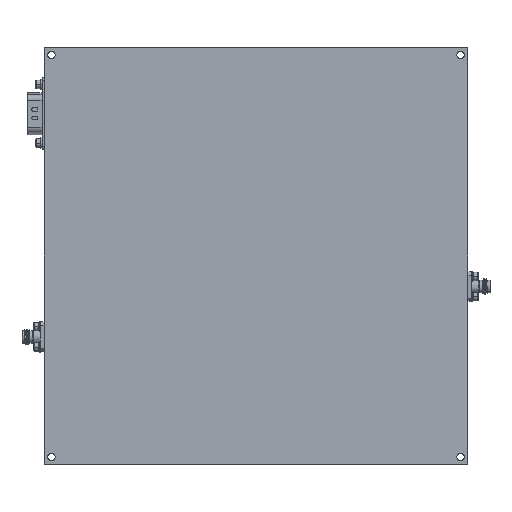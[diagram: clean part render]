
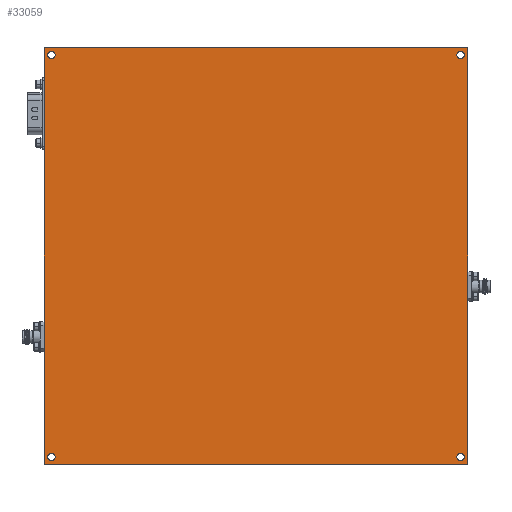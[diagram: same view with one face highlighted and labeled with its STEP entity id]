
A CAD part, front view. The second image highlights one B-rep face of the part: STEP entity #33059.
In plain terms, the highlighted planar face has unit normal (0, -1, 0).
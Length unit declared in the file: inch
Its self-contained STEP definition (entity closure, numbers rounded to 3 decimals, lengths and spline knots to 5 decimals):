
#411 = ORIENTED_EDGE ( 'NONE', *, *, #42033, .F. ) ;
#732 = CIRCLE ( 'NONE', #8789, 0.06299 ) ;
#816 = VERTEX_POINT ( 'NONE', #16344 ) ;
#1612 = DIRECTION ( 'NONE',  ( 0., -1., 0. ) ) ;
#1740 = EDGE_LOOP ( 'NONE', ( #30794, #28268 ) ) ;
#3315 = CARTESIAN_POINT ( 'NONE',  ( -3.4252, 0., -3.30315 ) ) ;
#3317 = VERTEX_POINT ( 'NONE', #42192 ) ;
#4061 = ORIENTED_EDGE ( 'NONE', *, *, #37828, .F. ) ;
#5183 = FACE_BOUND ( 'NONE', #40871, .T. ) ;
#5715 = FACE_BOUND ( 'NONE', #1740, .T. ) ;
#6345 = DIRECTION ( 'NONE',  ( 1., 0., 0. ) ) ;
#6632 = DIRECTION ( 'NONE',  ( 0., -1., 0. ) ) ;
#6649 = ORIENTED_EDGE ( 'NONE', *, *, #6860, .F. ) ;
#6860 = EDGE_CURVE ( 'NONE', #35595, #24736, #732, .T. ) ;
#7894 = LINE ( 'NONE', #17323, #16048 ) ;
#8372 = DIRECTION ( 'NONE',  ( 0., 0., -1. ) ) ;
#8789 = AXIS2_PLACEMENT_3D ( 'NONE', #30508, #41009, #34000 ) ;
#9438 = EDGE_CURVE ( 'NONE', #27138, #12038, #7894, .T. ) ;
#10504 = VERTEX_POINT ( 'NONE', #17734 ) ;
#11173 = FACE_OUTER_BOUND ( 'NONE', #29908, .T. ) ;
#11301 = LINE ( 'NONE', #42878, #13477 ) ;
#11581 = AXIS2_PLACEMENT_3D ( 'NONE', #27842, #31798, #14355 ) ;
#11848 = CIRCLE ( 'NONE', #44237, 0.06299 ) ;
#12038 = VERTEX_POINT ( 'NONE', #45044 ) ;
#12195 = DIRECTION ( 'NONE',  ( 0., -1., 0. ) ) ;
#12946 = EDGE_CURVE ( 'NONE', #32076, #33090, #25199, .T. ) ;
#13123 = LINE ( 'NONE', #16730, #25211 ) ;
#13477 = VECTOR ( 'NONE', #28755, 39.37008 ) ;
#13948 = EDGE_CURVE ( 'NONE', #33090, #32076, #31682, .T. ) ;
#14355 = DIRECTION ( 'NONE',  ( 0., 0., -1. ) ) ;
#15069 = CARTESIAN_POINT ( 'NONE',  ( 0., 0., 0. ) ) ;
#15148 = ORIENTED_EDGE ( 'NONE', *, *, #19541, .F. ) ;
#15341 = CARTESIAN_POINT ( 'NONE',  ( -3.54331, 0., 3.48425 ) ) ;
#15942 = VECTOR ( 'NONE', #23167, 39.37008 ) ;
#16048 = VECTOR ( 'NONE', #6345, 39.37008 ) ;
#16064 = CARTESIAN_POINT ( 'NONE',  ( -3.4252, 0., -3.42913 ) ) ;
#16344 = CARTESIAN_POINT ( 'NONE',  ( -3.54331, 0., -3.48425 ) ) ;
#16730 = CARTESIAN_POINT ( 'NONE',  ( 3.54331, 0., 3.48425 ) ) ;
#17118 = EDGE_CURVE ( 'NONE', #816, #27138, #11301, .T. ) ;
#17129 = AXIS2_PLACEMENT_3D ( 'NONE', #15069, #39350, #8372 ) ;
#17308 = ORIENTED_EDGE ( 'NONE', *, *, #17118, .F. ) ;
#17323 = CARTESIAN_POINT ( 'NONE',  ( -3.54331, 0., 3.48425 ) ) ;
#17524 = ORIENTED_EDGE ( 'NONE', *, *, #35795, .F. ) ;
#17638 = CIRCLE ( 'NONE', #42306, 0.06299 ) ;
#17734 = CARTESIAN_POINT ( 'NONE',  ( 3.54331, 0., -3.48425 ) ) ;
#18299 = CARTESIAN_POINT ( 'NONE',  ( 3.4252, 0., -3.42913 ) ) ;
#18455 = CARTESIAN_POINT ( 'NONE',  ( -3.4252, 0., 3.30315 ) ) ;
#18897 = PLANE ( 'NONE',  #17129 ) ;
#18936 = DIRECTION ( 'NONE',  ( 0., -1., 0. ) ) ;
#19541 = EDGE_CURVE ( 'NONE', #24736, #35595, #32019, .T. ) ;
#19977 = CIRCLE ( 'NONE', #24060, 0.06299 ) ;
#19995 = AXIS2_PLACEMENT_3D ( 'NONE', #20266, #1612, #43732 ) ;
#20255 = ORIENTED_EDGE ( 'NONE', *, *, #36848, .F. ) ;
#20266 = CARTESIAN_POINT ( 'NONE',  ( 3.4252, 0., 3.36614 ) ) ;
#20426 = ORIENTED_EDGE ( 'NONE', *, *, #9438, .F. ) ;
#20480 = CIRCLE ( 'NONE', #19995, 0.06299 ) ;
#21119 = VERTEX_POINT ( 'NONE', #25806 ) ;
#21621 = EDGE_CURVE ( 'NONE', #38592, #21119, #20480, .T. ) ;
#23167 = DIRECTION ( 'NONE',  ( -1., 0., 0. ) ) ;
#23689 = DIRECTION ( 'NONE',  ( 0., 0., -1. ) ) ;
#24060 = AXIS2_PLACEMENT_3D ( 'NONE', #39822, #18936, #39979 ) ;
#24736 = VERTEX_POINT ( 'NONE', #3315 ) ;
#25199 = CIRCLE ( 'NONE', #11581, 0.06299 ) ;
#25211 = VECTOR ( 'NONE', #41128, 39.37008 ) ;
#25806 = CARTESIAN_POINT ( 'NONE',  ( 3.4252, 0., 3.30315 ) ) ;
#25941 = FACE_BOUND ( 'NONE', #27934, .T. ) ;
#26187 = CARTESIAN_POINT ( 'NONE',  ( 3.4252, 0., 3.42913 ) ) ;
#27138 = VERTEX_POINT ( 'NONE', #15341 ) ;
#27149 = CARTESIAN_POINT ( 'NONE',  ( -3.4252, 0., 3.42913 ) ) ;
#27842 = CARTESIAN_POINT ( 'NONE',  ( -3.4252, 0., 3.36614 ) ) ;
#27934 = EDGE_LOOP ( 'NONE', ( #36326, #17524 ) ) ;
#28268 = ORIENTED_EDGE ( 'NONE', *, *, #13948, .F. ) ;
#28450 = AXIS2_PLACEMENT_3D ( 'NONE', #29790, #12195, #36323 ) ;
#28451 = DIRECTION ( 'NONE',  ( 0., -1., 0. ) ) ;
#28755 = DIRECTION ( 'NONE',  ( 0., 0., 1. ) ) ;
#29527 = ORIENTED_EDGE ( 'NONE', *, *, #31793, .F. ) ;
#29790 = CARTESIAN_POINT ( 'NONE',  ( -3.4252, 0., -3.36614 ) ) ;
#29908 = EDGE_LOOP ( 'NONE', ( #4061, #20426, #17308, #20255 ) ) ;
#29922 = DIRECTION ( 'NONE',  ( 0., 0., -1. ) ) ;
#30508 = CARTESIAN_POINT ( 'NONE',  ( -3.4252, 0., -3.36614 ) ) ;
#30794 = ORIENTED_EDGE ( 'NONE', *, *, #12946, .F. ) ;
#31682 = CIRCLE ( 'NONE', #39984, 0.06299 ) ;
#31793 = EDGE_CURVE ( 'NONE', #44700, #3317, #19977, .T. ) ;
#31798 = DIRECTION ( 'NONE',  ( 0., -1., 0. ) ) ;
#32019 = CIRCLE ( 'NONE', #28450, 0.06299 ) ;
#32076 = VERTEX_POINT ( 'NONE', #27149 ) ;
#33027 = FACE_BOUND ( 'NONE', #43209, .T. ) ;
#33059 = ADVANCED_FACE ( 'NONE', ( #33027, #5183, #25941, #5715, #11173 ), #18897, .T. ) ;
#33090 = VERTEX_POINT ( 'NONE', #18455 ) ;
#34000 = DIRECTION ( 'NONE',  ( 0., 0., -1. ) ) ;
#35595 = VERTEX_POINT ( 'NONE', #16064 ) ;
#35795 = EDGE_CURVE ( 'NONE', #21119, #38592, #17638, .T. ) ;
#36323 = DIRECTION ( 'NONE',  ( 0., 0., -1. ) ) ;
#36326 = ORIENTED_EDGE ( 'NONE', *, *, #21621, .F. ) ;
#36728 = CARTESIAN_POINT ( 'NONE',  ( -3.54331, 0., -3.48425 ) ) ;
#36848 = EDGE_CURVE ( 'NONE', #10504, #816, #43794, .T. ) ;
#37408 = CARTESIAN_POINT ( 'NONE',  ( 3.4252, 0., 3.36614 ) ) ;
#37828 = EDGE_CURVE ( 'NONE', #12038, #10504, #13123, .T. ) ;
#38592 = VERTEX_POINT ( 'NONE', #26187 ) ;
#39251 = DIRECTION ( 'NONE',  ( 0., 0., -1. ) ) ;
#39350 = DIRECTION ( 'NONE',  ( 0., -1., 0. ) ) ;
#39822 = CARTESIAN_POINT ( 'NONE',  ( 3.4252, 0., -3.36614 ) ) ;
#39979 = DIRECTION ( 'NONE',  ( 0., 0., -1. ) ) ;
#39984 = AXIS2_PLACEMENT_3D ( 'NONE', #42439, #28451, #39251 ) ;
#40421 = DIRECTION ( 'NONE',  ( 0., -1., 0. ) ) ;
#40871 = EDGE_LOOP ( 'NONE', ( #411, #29527 ) ) ;
#41009 = DIRECTION ( 'NONE',  ( 0., -1., 0. ) ) ;
#41128 = DIRECTION ( 'NONE',  ( 0., 0., -1. ) ) ;
#42033 = EDGE_CURVE ( 'NONE', #3317, #44700, #11848, .T. ) ;
#42192 = CARTESIAN_POINT ( 'NONE',  ( 3.4252, 0., -3.30315 ) ) ;
#42306 = AXIS2_PLACEMENT_3D ( 'NONE', #37408, #6632, #23689 ) ;
#42439 = CARTESIAN_POINT ( 'NONE',  ( -3.4252, 0., 3.36614 ) ) ;
#42878 = CARTESIAN_POINT ( 'NONE',  ( -3.54331, 0., 3.48425 ) ) ;
#43209 = EDGE_LOOP ( 'NONE', ( #15148, #6649 ) ) ;
#43482 = CARTESIAN_POINT ( 'NONE',  ( 3.4252, 0., -3.36614 ) ) ;
#43732 = DIRECTION ( 'NONE',  ( 0., 0., -1. ) ) ;
#43794 = LINE ( 'NONE', #36728, #15942 ) ;
#44237 = AXIS2_PLACEMENT_3D ( 'NONE', #43482, #40421, #29922 ) ;
#44700 = VERTEX_POINT ( 'NONE', #18299 ) ;
#45044 = CARTESIAN_POINT ( 'NONE',  ( 3.54331, 0., 3.48425 ) ) ;
